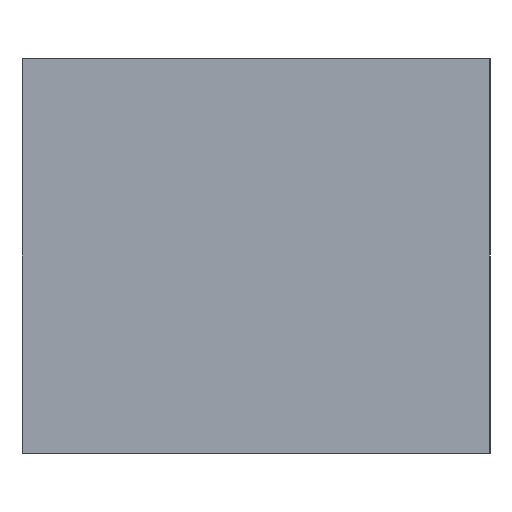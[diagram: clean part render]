
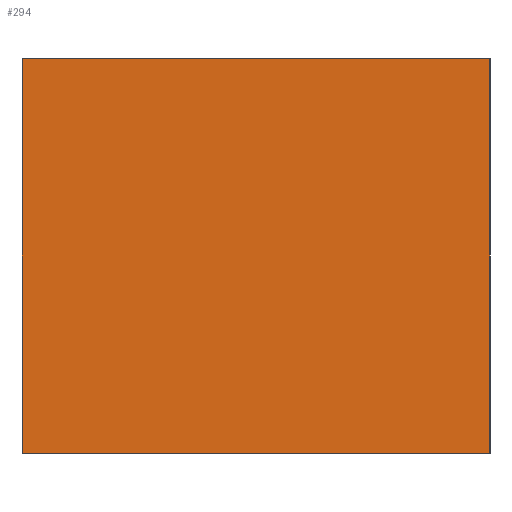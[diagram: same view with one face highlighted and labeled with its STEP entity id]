
A CAD part, left-side view. The second image highlights one B-rep face of the part: STEP entity #294.
In plain terms, the highlighted planar face has unit normal (-1, 0, 0).
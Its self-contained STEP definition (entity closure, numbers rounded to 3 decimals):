
#93 = VERTEX_POINT('',#94);
#94 = CARTESIAN_POINT('',(-2.25,1.6,0.));
#100 = EDGE_CURVE('',#93,#101,#103,.T.);
#101 = VERTEX_POINT('',#102);
#102 = CARTESIAN_POINT('',(-2.25,1.6,2.7));
#103 = LINE('',#104,#105);
#104 = CARTESIAN_POINT('',(-2.25,1.6,0.));
#105 = VECTOR('',#106,1.);
#106 = DIRECTION('',(0.,0.,1.));
#251 = EDGE_CURVE('',#93,#252,#254,.T.);
#252 = VERTEX_POINT('',#253);
#253 = CARTESIAN_POINT('',(-2.25,-1.6,0.));
#254 = LINE('',#255,#256);
#255 = CARTESIAN_POINT('',(-2.25,1.6,0.));
#256 = VECTOR('',#257,1.);
#257 = DIRECTION('',(0.,-1.,0.));
#275 = EDGE_CURVE('',#101,#276,#278,.T.);
#276 = VERTEX_POINT('',#277);
#277 = CARTESIAN_POINT('',(-2.25,-1.6,2.7));
#278 = LINE('',#279,#280);
#279 = CARTESIAN_POINT('',(-2.25,1.6,2.7));
#280 = VECTOR('',#281,1.);
#281 = DIRECTION('',(0.,-1.,0.));
#294 = ADVANCED_FACE('',(#295),#306,.F.);
#295 = FACE_BOUND('',#296,.F.);
#296 = EDGE_LOOP('',(#297,#298,#299,#305));
#297 = ORIENTED_EDGE('',*,*,#100,.T.);
#298 = ORIENTED_EDGE('',*,*,#275,.T.);
#299 = ORIENTED_EDGE('',*,*,#300,.F.);
#300 = EDGE_CURVE('',#252,#276,#301,.T.);
#301 = LINE('',#302,#303);
#302 = CARTESIAN_POINT('',(-2.25,-1.6,0.));
#303 = VECTOR('',#304,1.);
#304 = DIRECTION('',(0.,0.,1.));
#305 = ORIENTED_EDGE('',*,*,#251,.F.);
#306 = PLANE('',#307);
#307 = AXIS2_PLACEMENT_3D('',#308,#309,#310);
#308 = CARTESIAN_POINT('',(-2.25,1.6,0.));
#309 = DIRECTION('',(1.,0.,0.));
#310 = DIRECTION('',(0.,-1.,0.));
